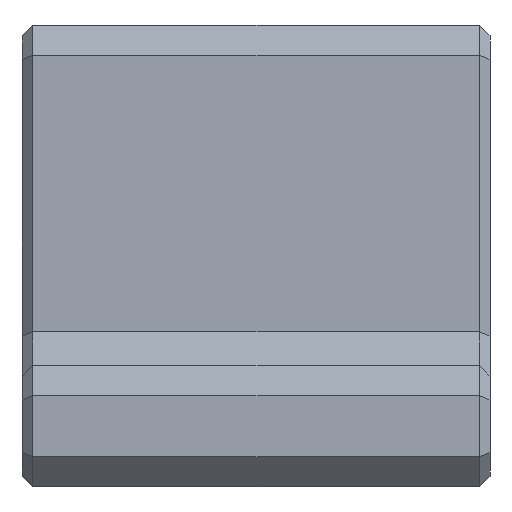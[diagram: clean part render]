
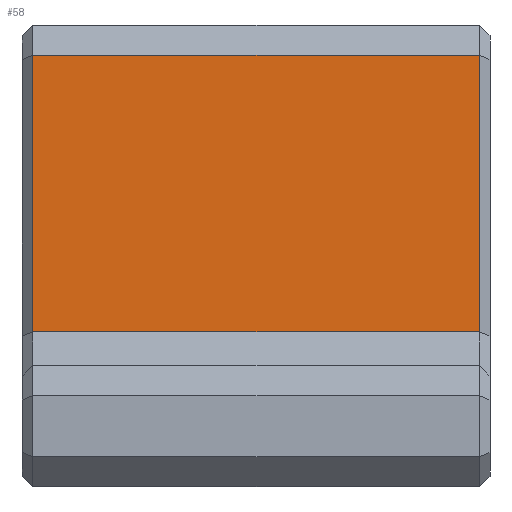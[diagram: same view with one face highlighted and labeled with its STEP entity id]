
A CAD part, front view. The second image highlights one B-rep face of the part: STEP entity #58.
In plain terms, the highlighted planar face has unit normal (0, -1, 0).
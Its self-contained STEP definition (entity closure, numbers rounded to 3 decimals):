
#21 = AXIS2_PLACEMENT_3D ( 'NONE', #402, #808, #602 ) ;
#58 = ADVANCED_FACE ( 'NONE', ( #1141 ), #506, .T. ) ;
#91 = CARTESIAN_POINT ( 'NONE',  ( 21.5, -5.85, 12.438 ) ) ;
#93 = CARTESIAN_POINT ( 'NONE',  ( 21.5, -5.85, -0.562 ) ) ;
#108 = VECTOR ( 'NONE', #357, 1000. ) ;
#142 = LINE ( 'NONE', #1278, #108 ) ;
#160 = DIRECTION ( 'NONE',  ( 1., 0., 0. ) ) ;
#231 = LINE ( 'NONE', #257, #501 ) ;
#257 = CARTESIAN_POINT ( 'NONE',  ( 0.5, -5.85, 12.438 ) ) ;
#268 = LINE ( 'NONE', #680, #1329 ) ;
#349 = DIRECTION ( 'NONE',  ( 0., 0., -1. ) ) ;
#357 = DIRECTION ( 'NONE',  ( 0., 0., 1. ) ) ;
#394 = VERTEX_POINT ( 'NONE', #831 ) ;
#402 = CARTESIAN_POINT ( 'NONE',  ( 0., -5.85, 12.438 ) ) ;
#501 = VECTOR ( 'NONE', #349, 1000. ) ;
#506 = PLANE ( 'NONE',  #21 ) ;
#523 = VECTOR ( 'NONE', #160, 1000. ) ;
#529 = ORIENTED_EDGE ( 'NONE', *, *, #651, .T. ) ;
#587 = ORIENTED_EDGE ( 'NONE', *, *, #852, .T. ) ;
#592 = EDGE_CURVE ( 'NONE', #1136, #1097, #787, .T. ) ;
#602 = DIRECTION ( 'NONE',  ( 0., 0., -1. ) ) ;
#651 = EDGE_CURVE ( 'NONE', #394, #793, #268, .T. ) ;
#680 = CARTESIAN_POINT ( 'NONE',  ( 0., -5.85, -0.562 ) ) ;
#787 = LINE ( 'NONE', #1014, #523 ) ;
#793 = VERTEX_POINT ( 'NONE', #93 ) ;
#803 = DIRECTION ( 'NONE',  ( 1., 0., 0. ) ) ;
#808 = DIRECTION ( 'NONE',  ( 0., -1., 0. ) ) ;
#831 = CARTESIAN_POINT ( 'NONE',  ( 0.5, -5.85, -0.562 ) ) ;
#852 = EDGE_CURVE ( 'NONE', #1136, #394, #231, .T. ) ;
#888 = EDGE_LOOP ( 'NONE', ( #1235, #587, #529, #1163 ) ) ;
#917 = EDGE_CURVE ( 'NONE', #793, #1097, #142, .T. ) ;
#954 = CARTESIAN_POINT ( 'NONE',  ( 0.5, -5.85, 12.438 ) ) ;
#1014 = CARTESIAN_POINT ( 'NONE',  ( 0., -5.85, 12.438 ) ) ;
#1097 = VERTEX_POINT ( 'NONE', #91 ) ;
#1136 = VERTEX_POINT ( 'NONE', #954 ) ;
#1141 = FACE_OUTER_BOUND ( 'NONE', #888, .T. ) ;
#1163 = ORIENTED_EDGE ( 'NONE', *, *, #917, .T. ) ;
#1235 = ORIENTED_EDGE ( 'NONE', *, *, #592, .F. ) ;
#1278 = CARTESIAN_POINT ( 'NONE',  ( 21.5, -5.85, 12.438 ) ) ;
#1329 = VECTOR ( 'NONE', #803, 1000. ) ;
